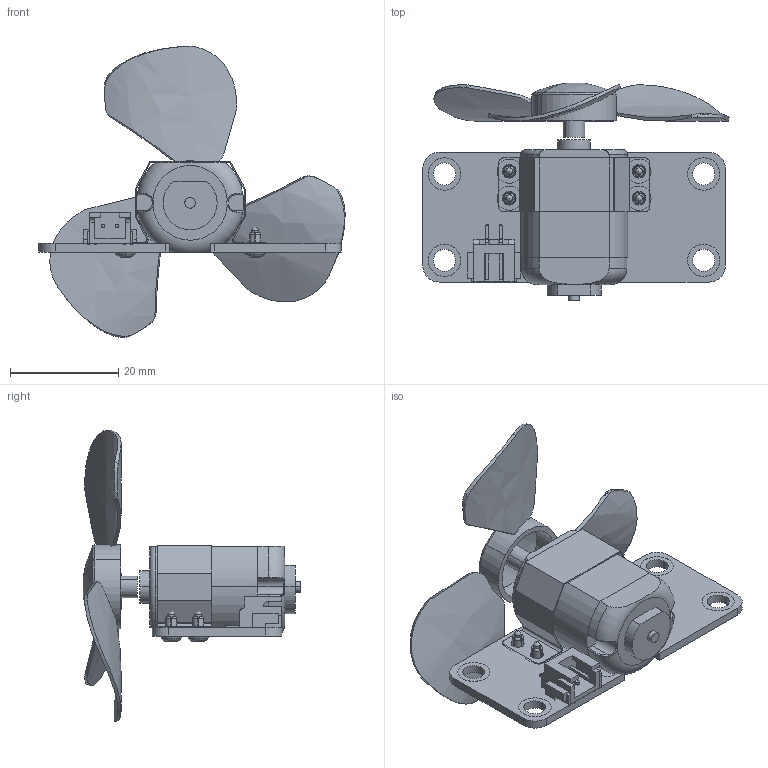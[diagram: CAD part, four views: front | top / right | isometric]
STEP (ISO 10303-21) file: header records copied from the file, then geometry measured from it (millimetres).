
FILE_DESCRIPTION (( 'STEP AP214' ), '1' );
FILE_NAME ('Me 130 DC Motor v1.1.step', '2016-10-28T06:58:00', ( 'dell' ), ( '' ), 'SwSTEP 2.0', 'SolidWorks 2013', '' );
FILE_SCHEMA (( 'AUTOMOTIVE_DESIGN' ));
Length unit declared in the file: millimetre
Products named in the file (1): Me 130 DC Motor v1.1
Bounding box: 56.7 x 40.3 x 53.97 mm (x, y, z)
Surface area: 10135.2 mm2 (no closed solid volume)
Topology: 0 solids, 22 shells, 388 faces, 1174 edges, 813 vertices
Faces by surface type: plane 191, cylinder 120, torus 35, bspline 26, sphere 8, cone 8
Entity records: 18568 total; most frequent: CARTESIAN_POINT 4223, DIRECTION 2050, ORIENTED_EDGE 1975, EDGE_CURVE 1162, VERTEX_POINT 805, AXIS2_PLACEMENT_3D 740, VECTOR 570, LINE 570
